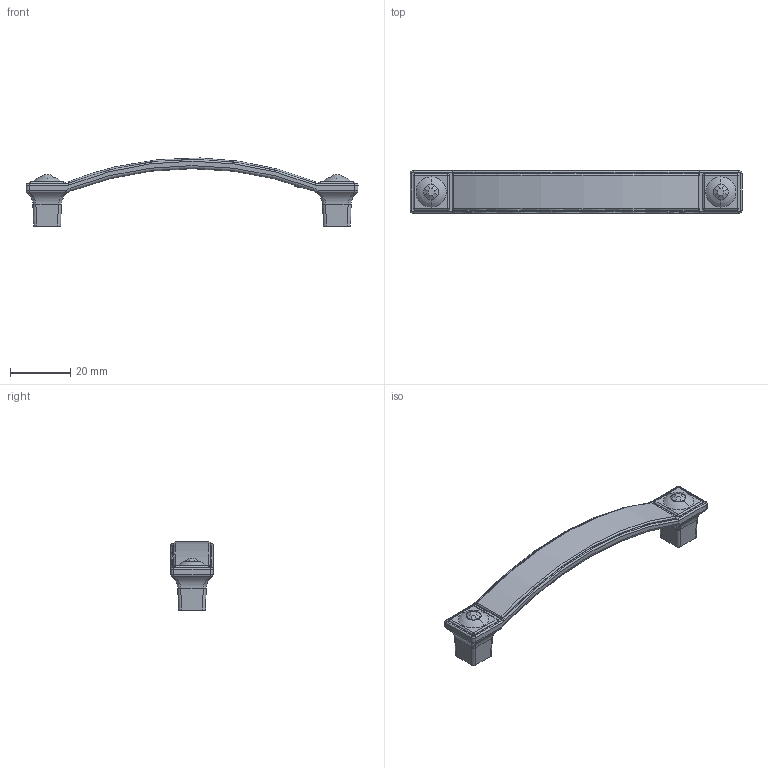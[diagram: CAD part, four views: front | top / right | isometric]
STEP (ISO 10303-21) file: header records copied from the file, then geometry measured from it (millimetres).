
FILE_DESCRIPTION(('Creo Elements/Direct Modeling STEP Export'),'2;1');
FILE_NAME('2038-110.stp','2024-09-23T14:28:01',(''),(''),'Creo Elements/Direct Modeling STEP processor for AP214 (Solid Model)','Creo Elements/Direct Modeling 20.0 12-Nov-2016 (C) Parametric Technology GmbH','');
FILE_SCHEMA(('AUTOMOTIVE_DESIGN { 1 0 10303 214 1 1 1 1 }'));
Length unit declared in the file: millimetre
Products named in the file (4): Stein; Stein.1; Griff; Griff_komplett
Assembly tree (3 placements, depth 2):
  Griff_komplett
    Griff
    Stein.1
    Stein
Bounding box: 110 x 14 x 22.57 mm (x, y, z)
Volume: 7246.8 mm3; surface area: 4915.7 mm2
Topology: 3 solids, 3 shells, 379 faces, 993 edges, 618 vertices
Faces by surface type: plane 237, cylinder 78, bspline 28, sphere 16, torus 14, cone 4, extrusion 2
Entity records: 14480 total; most frequent: CARTESIAN_POINT 5148, DIRECTION 1981, ORIENTED_EDGE 1954, EDGE_CURVE 977, AXIS2_PLACEMENT_3D 790, VERTEX_POINT 618, VECTOR 401, LINE 399
